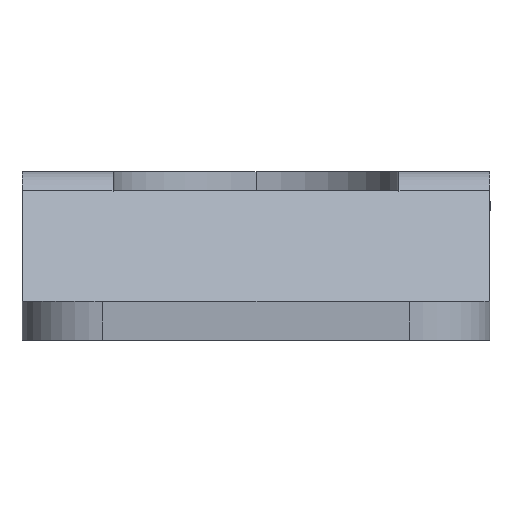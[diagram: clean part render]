
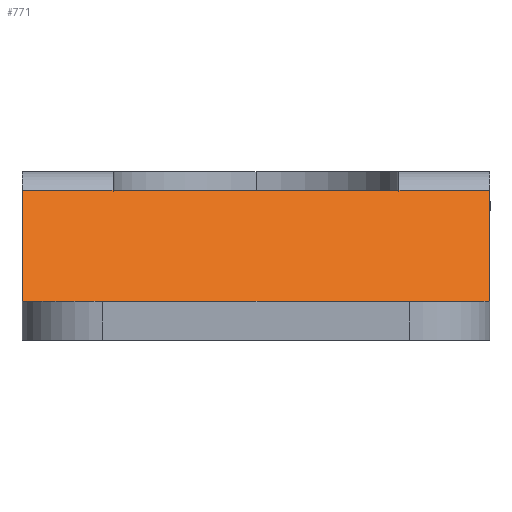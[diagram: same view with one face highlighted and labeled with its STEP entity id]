
A CAD part, left-side view. The second image highlights one B-rep face of the part: STEP entity #771.
In plain terms, the highlighted planar face has unit normal (-0.858, 0, 0.514).
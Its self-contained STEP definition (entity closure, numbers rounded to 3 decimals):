
#10 = LINE ( 'NONE', #183, #1007 ) ;
#17 = CARTESIAN_POINT ( 'NONE',  ( 11., 9., 0. ) ) ;
#20 = LINE ( 'NONE', #1014, #345 ) ;
#29 = CARTESIAN_POINT ( 'NONE',  ( 11., 9., 0. ) ) ;
#32 = EDGE_LOOP ( 'NONE', ( #659, #244, #117, #547, #258, #600, #447, #423 ) ) ;
#35 = CARTESIAN_POINT ( 'NONE',  ( 11., 9., 0. ) ) ;
#46 = DIRECTION ( 'NONE',  ( 0., 1., 0. ) ) ;
#62 = CARTESIAN_POINT ( 'NONE',  ( 13.563, 9., 4.272 ) ) ;
#94 = DIRECTION ( 'NONE',  ( 0.514, 0., 0.857 ) ) ;
#117 = ORIENTED_EDGE ( 'NONE', *, *, #434, .F. ) ;
#142 = VERTEX_POINT ( 'NONE', #783 ) ;
#155 = DIRECTION ( 'NONE',  ( 0., -1., 0. ) ) ;
#175 = EDGE_CURVE ( 'NONE', #574, #297, #10, .T. ) ;
#183 = CARTESIAN_POINT ( 'NONE',  ( 13.563, 9., 4.272 ) ) ;
#244 = ORIENTED_EDGE ( 'NONE', *, *, #175, .T. ) ;
#258 = ORIENTED_EDGE ( 'NONE', *, *, #633, .T. ) ;
#281 = VECTOR ( 'NONE', #46, 1000. ) ;
#295 = VECTOR ( 'NONE', #883, 1000. ) ;
#297 = VERTEX_POINT ( 'NONE', #62 ) ;
#309 = LINE ( 'NONE', #361, #719 ) ;
#326 = FACE_OUTER_BOUND ( 'NONE', #32, .T. ) ;
#345 = VECTOR ( 'NONE', #155, 1000. ) ;
#348 = CARTESIAN_POINT ( 'NONE',  ( 11., -9., 0. ) ) ;
#361 = CARTESIAN_POINT ( 'NONE',  ( 11., 5.5, 0. ) ) ;
#362 = EDGE_CURVE ( 'NONE', #541, #685, #485, .T. ) ;
#423 = ORIENTED_EDGE ( 'NONE', *, *, #865, .T. ) ;
#434 = EDGE_CURVE ( 'NONE', #541, #297, #446, .T. ) ;
#442 = CARTESIAN_POINT ( 'NONE',  ( 11., 5.5, 0. ) ) ;
#446 = LINE ( 'NONE', #29, #642 ) ;
#447 = ORIENTED_EDGE ( 'NONE', *, *, #706, .T. ) ;
#462 = LINE ( 'NONE', #910, #281 ) ;
#485 = LINE ( 'NONE', #17, #295 ) ;
#501 = CARTESIAN_POINT ( 'NONE',  ( 11., 9., 0. ) ) ;
#506 = DIRECTION ( 'NONE',  ( -0.514, 0., -0.857 ) ) ;
#509 = CARTESIAN_POINT ( 'NONE',  ( 13.563, -9., 4.272 ) ) ;
#528 = VECTOR ( 'NONE', #580, 1000. ) ;
#541 = VERTEX_POINT ( 'NONE', #35 ) ;
#547 = ORIENTED_EDGE ( 'NONE', *, *, #362, .T. ) ;
#574 = VERTEX_POINT ( 'NONE', #730 ) ;
#580 = DIRECTION ( 'NONE',  ( 0., -1., 0. ) ) ;
#591 = CARTESIAN_POINT ( 'NONE',  ( 11., -9., 0. ) ) ;
#599 = VERTEX_POINT ( 'NONE', #348 ) ;
#600 = ORIENTED_EDGE ( 'NONE', *, *, #751, .T. ) ;
#633 = EDGE_CURVE ( 'NONE', #685, #142, #309, .T. ) ;
#642 = VECTOR ( 'NONE', #94, 1000. ) ;
#659 = ORIENTED_EDGE ( 'NONE', *, *, #982, .F. ) ;
#670 = CARTESIAN_POINT ( 'NONE',  ( 13.563, -5.5, 4.272 ) ) ;
#685 = VERTEX_POINT ( 'NONE', #442 ) ;
#706 = EDGE_CURVE ( 'NONE', #599, #869, #980, .T. ) ;
#719 = VECTOR ( 'NONE', #906, 1000. ) ;
#727 = DIRECTION ( 'NONE',  ( 0., 1., 0. ) ) ;
#730 = CARTESIAN_POINT ( 'NONE',  ( 13.563, 5.5, 4.272 ) ) ;
#740 = LINE ( 'NONE', #501, #528 ) ;
#751 = EDGE_CURVE ( 'NONE', #142, #599, #740, .T. ) ;
#771 = ADVANCED_FACE ( 'NONE', ( #326 ), #826, .F. ) ;
#776 = VECTOR ( 'NONE', #919, 1000. ) ;
#783 = CARTESIAN_POINT ( 'NONE',  ( 11., -5.5, 0. ) ) ;
#826 = PLANE ( 'NONE',  #928 ) ;
#865 = EDGE_CURVE ( 'NONE', #869, #908, #462, .T. ) ;
#869 = VERTEX_POINT ( 'NONE', #509 ) ;
#883 = DIRECTION ( 'NONE',  ( 0., -1., 0. ) ) ;
#905 = CARTESIAN_POINT ( 'NONE',  ( 11., 9., 0. ) ) ;
#906 = DIRECTION ( 'NONE',  ( 0., -1., 0. ) ) ;
#908 = VERTEX_POINT ( 'NONE', #670 ) ;
#910 = CARTESIAN_POINT ( 'NONE',  ( 13.563, 9., 4.272 ) ) ;
#919 = DIRECTION ( 'NONE',  ( 0.514, 0., 0.857 ) ) ;
#928 = AXIS2_PLACEMENT_3D ( 'NONE', #905, #987, #506 ) ;
#980 = LINE ( 'NONE', #591, #776 ) ;
#982 = EDGE_CURVE ( 'NONE', #574, #908, #20, .T. ) ;
#987 = DIRECTION ( 'NONE',  ( 0.857, 0., -0.514 ) ) ;
#1007 = VECTOR ( 'NONE', #727, 1000. ) ;
#1014 = CARTESIAN_POINT ( 'NONE',  ( 13.563, 5.5, 4.272 ) ) ;
